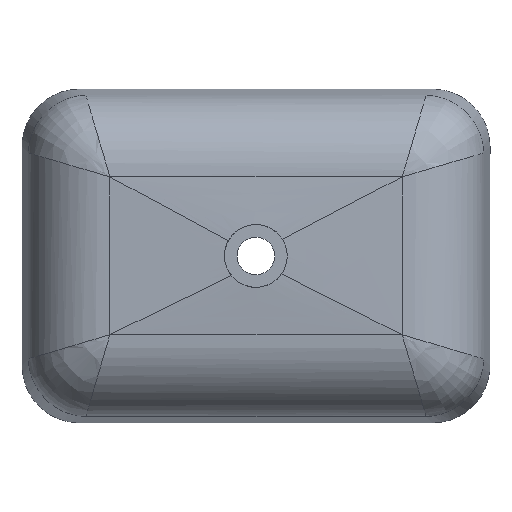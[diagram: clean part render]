
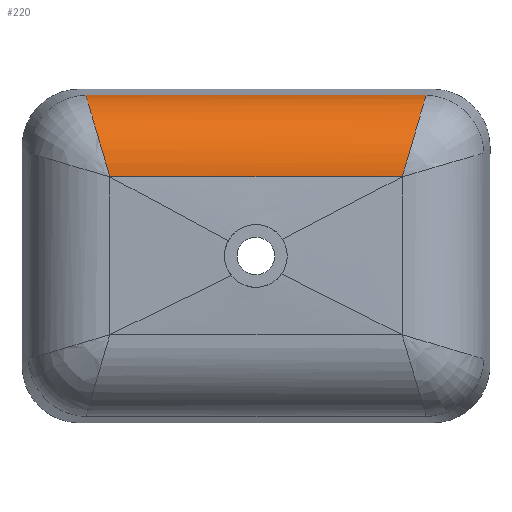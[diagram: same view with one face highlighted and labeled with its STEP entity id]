
A CAD part, top view. The second image highlights one B-rep face of the part: STEP entity #220.
In plain terms, the highlighted cylindrical face has radius 101.9 mm (diameter 203.8 mm), a partial arc.
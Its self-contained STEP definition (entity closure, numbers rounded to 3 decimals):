
#137=CYLINDRICAL_SURFACE('',#798,101.9);
#157=B_SPLINE_CURVE_WITH_KNOTS('',3,(#1095,#1096,#1097,#1098,#1099,#1100,
#1101,#1102,#1103,#1104),.UNSPECIFIED.,.F.,.F.,(4,3,3,4),(0.,0.284,
0.568,1.),.UNSPECIFIED.);
#167=B_SPLINE_CURVE_WITH_KNOTS('',3,(#1513,#1514,#1515,#1516,#1517,#1518,
#1519,#1520,#1521,#1522,#1523,#1524,#1525,#1526,#1527,#1528,#1529,#1530),
.UNSPECIFIED.,.F.,.F.,(4,2,2,2,2,2,2,2,4),(0.,0.25,0.5,0.625,0.75,0.813,
0.875,0.938,1.),.UNSPECIFIED.);
#168=B_SPLINE_CURVE_WITH_KNOTS('',3,(#1531,#1532,#1533,#1534,#1535,#1536,
#1537,#1538,#1539,#1540,#1541,#1542,#1543,#1544,#1545,#1546,#1547,#1548),
.UNSPECIFIED.,.F.,.F.,(4,2,2,2,2,2,2,2,4),(0.,0.063,0.125,0.188,0.25,0.375,
0.5,0.75,1.),.UNSPECIFIED.);
#220=ADVANCED_FACE('',(#277),#137,.T.);
#277=FACE_OUTER_BOUND('',#321,.T.);
#321=EDGE_LOOP('',(#409,#410,#411,#412));
#409=ORIENTED_EDGE('',*,*,#624,.F.);
#410=ORIENTED_EDGE('',*,*,#657,.F.);
#411=ORIENTED_EDGE('',*,*,#647,.T.);
#412=ORIENTED_EDGE('',*,*,#658,.F.);
#562=VERTEX_POINT('',#961);
#564=VERTEX_POINT('',#965);
#579=VERTEX_POINT('',#1094);
#580=VERTEX_POINT('',#1105);
#624=EDGE_CURVE('',#564,#562,#724,.T.);
#647=EDGE_CURVE('',#580,#579,#157,.T.);
#657=EDGE_CURVE('',#580,#564,#167,.T.);
#658=EDGE_CURVE('',#562,#579,#168,.T.);
#724=LINE('',#966,#756);
#756=VECTOR('',#837,1.);
#798=AXIS2_PLACEMENT_3D('',#1549,#874,#875);
#837=DIRECTION('',(1.,0.,0.));
#874=DIRECTION('',(1.,0.,0.));
#875=DIRECTION('',(0.,0.,-1.));
#961=CARTESIAN_POINT('',(561.474,467.282,-76.805));
#965=CARTESIAN_POINT('',(143.526,467.282,-76.805));
#966=CARTESIAN_POINT('',(352.5,467.282,-76.805));
#1094=CARTESIAN_POINT('',(531.929,366.927,7.4));
#1095=CARTESIAN_POINT('',(173.071,366.927,7.4));
#1096=CARTESIAN_POINT('',(207.038,366.927,7.4));
#1097=CARTESIAN_POINT('',(241.005,366.927,7.4));
#1098=CARTESIAN_POINT('',(274.971,366.927,7.4));
#1099=CARTESIAN_POINT('',(308.938,366.927,7.4));
#1100=CARTESIAN_POINT('',(342.905,366.927,7.4));
#1101=CARTESIAN_POINT('',(376.871,366.927,7.4));
#1102=CARTESIAN_POINT('',(428.557,366.927,7.4));
#1103=CARTESIAN_POINT('',(480.243,366.927,7.4));
#1104=CARTESIAN_POINT('',(531.929,366.927,7.4));
#1105=CARTESIAN_POINT('',(173.071,366.927,7.4));
#1513=CARTESIAN_POINT('',(173.07,366.93,7.4));
#1514=CARTESIAN_POINT('',(169.62,378.816,7.4));
#1515=CARTESIAN_POINT('',(166.083,390.625,5.315));
#1516=CARTESIAN_POINT('',(159.515,412.933,-2.803));
#1517=CARTESIAN_POINT('',(156.457,423.344,-8.816));
#1518=CARTESIAN_POINT('',(152.439,436.971,-20.25));
#1519=CARTESIAN_POINT('',(151.205,441.177,-24.456));
#1520=CARTESIAN_POINT('',(148.956,448.801,-33.541));
#1521=CARTESIAN_POINT('',(147.958,452.213,-38.414));
#1522=CARTESIAN_POINT('',(146.645,456.66,-46.117));
#1523=CARTESIAN_POINT('',(146.243,458.03,-48.748));
#1524=CARTESIAN_POINT('',(145.508,460.535,-54.121));
#1525=CARTESIAN_POINT('',(145.175,461.671,-56.862));
#1526=CARTESIAN_POINT('',(144.576,463.699,-62.434));
#1527=CARTESIAN_POINT('',(144.314,464.591,-65.263));
#1528=CARTESIAN_POINT('',(143.864,466.125,-70.989));
#1529=CARTESIAN_POINT('',(143.677,466.767,-73.885));
#1530=CARTESIAN_POINT('',(143.526,467.282,-76.805));
#1531=CARTESIAN_POINT('',(561.474,467.282,-76.805));
#1532=CARTESIAN_POINT('',(561.323,466.767,-73.885));
#1533=CARTESIAN_POINT('',(561.136,466.125,-70.989));
#1534=CARTESIAN_POINT('',(560.686,464.591,-65.263));
#1535=CARTESIAN_POINT('',(560.424,463.699,-62.434));
#1536=CARTESIAN_POINT('',(559.825,461.671,-56.862));
#1537=CARTESIAN_POINT('',(559.492,460.535,-54.121));
#1538=CARTESIAN_POINT('',(558.757,458.03,-48.748));
#1539=CARTESIAN_POINT('',(558.355,456.66,-46.117));
#1540=CARTESIAN_POINT('',(557.042,452.213,-38.414));
#1541=CARTESIAN_POINT('',(556.044,448.801,-33.541));
#1542=CARTESIAN_POINT('',(553.795,441.177,-24.456));
#1543=CARTESIAN_POINT('',(552.561,436.971,-20.25));
#1544=CARTESIAN_POINT('',(548.543,423.344,-8.816));
#1545=CARTESIAN_POINT('',(545.485,412.933,-2.803));
#1546=CARTESIAN_POINT('',(538.917,390.625,5.315));
#1547=CARTESIAN_POINT('',(535.38,378.816,7.4));
#1548=CARTESIAN_POINT('',(531.93,366.93,7.4));
#1549=CARTESIAN_POINT('',(141.018,366.93,-94.5));
